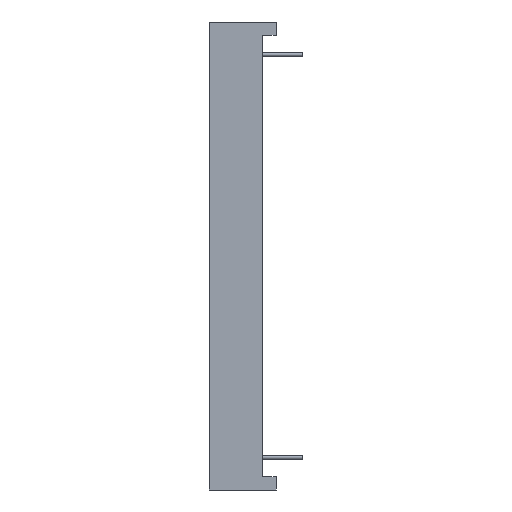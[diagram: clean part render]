
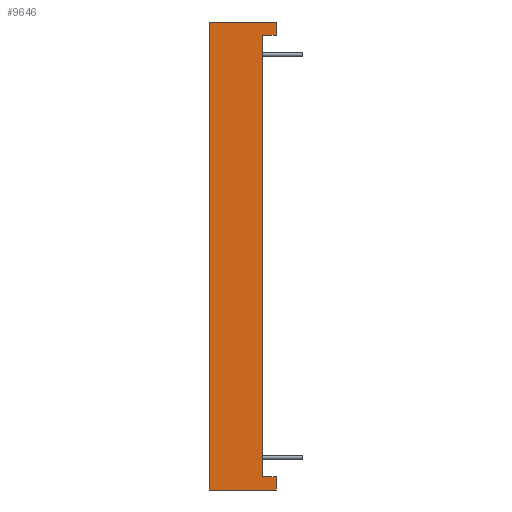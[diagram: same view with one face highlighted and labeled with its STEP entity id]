
A CAD part, left-side view. The second image highlights one B-rep face of the part: STEP entity #9646.
In plain terms, the highlighted planar face has unit normal (-1, 0, 0).
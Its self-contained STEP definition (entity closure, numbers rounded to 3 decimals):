
#181 = EDGE_CURVE ( 'NONE', #189, #9812, #15033, .T. ) ;
#189 = VERTEX_POINT ( 'NONE', #15023 ) ;
#217 = EDGE_CURVE ( 'NONE', #223, #12430, #15098, .T. ) ;
#223 = VERTEX_POINT ( 'NONE', #15088 ) ;
#266 = VERTEX_POINT ( 'NONE', #15114 ) ;
#272 = VERTEX_POINT ( 'NONE', #15173 ) ;
#2999 = EDGE_CURVE ( 'NONE', #272, #266, #15278, .T. ) ;
#9530 = VERTEX_POINT ( 'NONE', #15555 ) ;
#9614 = EDGE_CURVE ( 'NONE', #189, #223, #15767, .T. ) ;
#9644 = ORIENTED_EDGE ( 'NONE', *, *, #9614, .F. ) ;
#9646 = ADVANCED_FACE ( 'NONE', ( #15827 ), #15812, .T. ) ;
#9649 = ORIENTED_EDGE ( 'NONE', *, *, #2999, .T. ) ;
#9651 = ORIENTED_EDGE ( 'NONE', *, *, #10509, .T. ) ;
#9652 = EDGE_LOOP ( 'NONE', ( #9658, #9649, #9662, #9663, #9644, #9686, #9661, #9651 ) ) ;
#9658 = ORIENTED_EDGE ( 'NONE', *, *, #9898, .T. ) ;
#9661 = ORIENTED_EDGE ( 'NONE', *, *, #9922, .T. ) ;
#9662 = ORIENTED_EDGE ( 'NONE', *, *, #12439, .T. ) ;
#9663 = ORIENTED_EDGE ( 'NONE', *, *, #217, .F. ) ;
#9686 = ORIENTED_EDGE ( 'NONE', *, *, #181, .T. ) ;
#9812 = VERTEX_POINT ( 'NONE', #16092 ) ;
#9898 = EDGE_CURVE ( 'NONE', #10505, #272, #16231, .T. ) ;
#9922 = EDGE_CURVE ( 'NONE', #9812, #9530, #16242, .T. ) ;
#10505 = VERTEX_POINT ( 'NONE', #17124 ) ;
#10509 = EDGE_CURVE ( 'NONE', #9530, #10505, #17123, .T. ) ;
#12430 = VERTEX_POINT ( 'NONE', #23086 ) ;
#12439 = EDGE_CURVE ( 'NONE', #266, #12430, #23100, .T. ) ;
#15023 = CARTESIAN_POINT ( 'NONE',  ( -23.9, -10., -34.92 ) ) ;
#15030 = DIRECTION ( 'NONE',  ( 0., 0., 1. ) ) ;
#15031 = VECTOR ( 'NONE', #15030, 1000. ) ;
#15032 = CARTESIAN_POINT ( 'NONE',  ( -23.9, -10., 0. ) ) ;
#15033 = LINE ( 'NONE', #15032, #15031 ) ;
#15088 = CARTESIAN_POINT ( 'NONE',  ( -23.9, 0., -34.92 ) ) ;
#15095 = DIRECTION ( 'NONE',  ( 0., 0., 1. ) ) ;
#15096 = VECTOR ( 'NONE', #15095, 1000. ) ;
#15097 = CARTESIAN_POINT ( 'NONE',  ( -23.9, 0., 0. ) ) ;
#15098 = LINE ( 'NONE', #15097, #15096 ) ;
#15114 = CARTESIAN_POINT ( 'NONE',  ( -23.9, -10., 34.92 ) ) ;
#15173 = CARTESIAN_POINT ( 'NONE',  ( -23.9, -10., 32.92 ) ) ;
#15275 = DIRECTION ( 'NONE',  ( 0., 0., 1. ) ) ;
#15276 = VECTOR ( 'NONE', #15275, 1000. ) ;
#15277 = CARTESIAN_POINT ( 'NONE',  ( -23.9, -10., 0. ) ) ;
#15278 = LINE ( 'NONE', #15277, #15276 ) ;
#15555 = CARTESIAN_POINT ( 'NONE',  ( -23.9, -8., -32.92 ) ) ;
#15764 = DIRECTION ( 'NONE',  ( 0., 1., 0. ) ) ;
#15765 = VECTOR ( 'NONE', #15764, 1000. ) ;
#15766 = CARTESIAN_POINT ( 'NONE',  ( -23.9, -10., -34.92 ) ) ;
#15767 = LINE ( 'NONE', #15766, #15765 ) ;
#15806 = DIRECTION ( 'NONE',  ( 0., 0., 1. ) ) ;
#15807 = DIRECTION ( 'NONE',  ( -1., 0., 0. ) ) ;
#15808 = CARTESIAN_POINT ( 'NONE',  ( -23.9, -10., 0. ) ) ;
#15809 = AXIS2_PLACEMENT_3D ( 'NONE', #15808, #15807, #15806 ) ;
#15812 = PLANE ( 'NONE',  #15809 ) ;
#15827 = FACE_OUTER_BOUND ( 'NONE', #9652, .T. ) ;
#16092 = CARTESIAN_POINT ( 'NONE',  ( -23.9, -10., -32.92 ) ) ;
#16228 = DIRECTION ( 'NONE',  ( 0., -1., 0. ) ) ;
#16229 = VECTOR ( 'NONE', #16228, 1000. ) ;
#16230 = CARTESIAN_POINT ( 'NONE',  ( -23.9, -8., 32.92 ) ) ;
#16231 = LINE ( 'NONE', #16230, #16229 ) ;
#16239 = DIRECTION ( 'NONE',  ( 0., 1., 0. ) ) ;
#16240 = VECTOR ( 'NONE', #16239, 1000. ) ;
#16241 = CARTESIAN_POINT ( 'NONE',  ( -23.9, -8., -32.92 ) ) ;
#16242 = LINE ( 'NONE', #16241, #16240 ) ;
#17120 = DIRECTION ( 'NONE',  ( 0., 0., 1. ) ) ;
#17121 = VECTOR ( 'NONE', #17120, 1000. ) ;
#17122 = CARTESIAN_POINT ( 'NONE',  ( -23.9, -8., 32.92 ) ) ;
#17123 = LINE ( 'NONE', #17122, #17121 ) ;
#17124 = CARTESIAN_POINT ( 'NONE',  ( -23.9, -8., 32.92 ) ) ;
#23086 = CARTESIAN_POINT ( 'NONE',  ( -23.9, 0., 34.92 ) ) ;
#23088 = DIRECTION ( 'NONE',  ( 0., 1., 0. ) ) ;
#23089 = VECTOR ( 'NONE', #23088, 1000. ) ;
#23090 = CARTESIAN_POINT ( 'NONE',  ( -23.9, -10., 34.92 ) ) ;
#23100 = LINE ( 'NONE', #23090, #23089 ) ;
